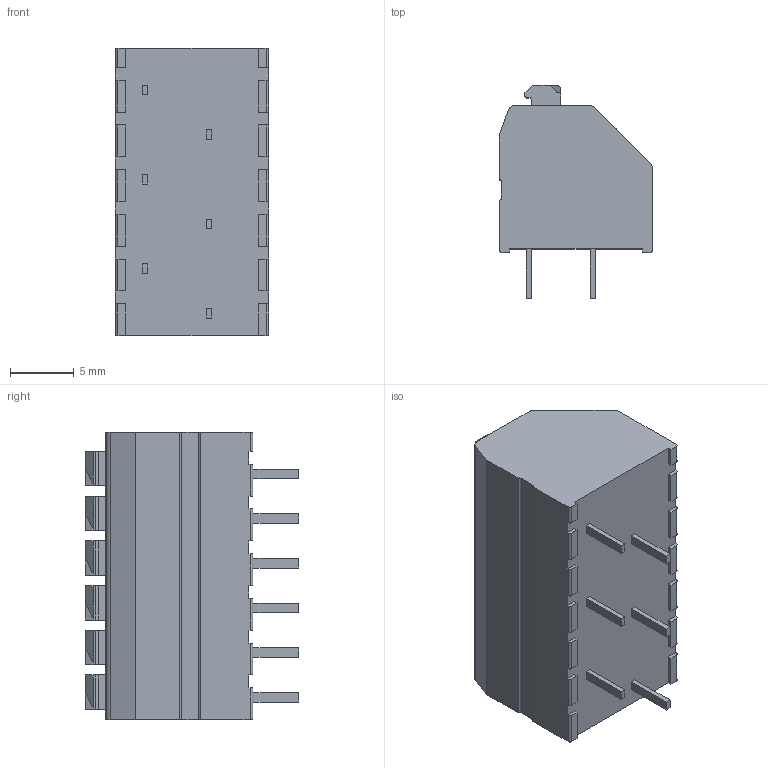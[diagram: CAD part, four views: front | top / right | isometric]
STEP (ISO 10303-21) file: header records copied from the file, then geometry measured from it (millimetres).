
FILE_DESCRIPTION(/* description */ ('STEP AP203'),/* implementation_level */ '2;1');
FILE_NAME(/* name */ '250-206',/* time_stamp */ '2023-11-17T14:37:07+01:00',/* author */ ('License CC BY-ND 4.0'),/* organization */ ('CADENAS'),/* preprocessor_version */ 'ST-DEVELOPER v19.3',/* originating_system */ 'PARTsolutions',/* authorisation */ ' ');
FILE_SCHEMA (('CONFIG_CONTROL_DESIGN'));
Length unit declared in the file: millimetre
Products named in the file (1): 250-206
Bounding box: 12 x 16.7 x 22.5 mm (x, y, z)
Volume: 2731.4 mm3; surface area: 1486.4 mm2
Topology: 1 solids, 1 shells, 261 faces, 723 edges, 476 vertices
Faces by surface type: plane 200, cylinder 49, cone 12
Entity records: 10118 total; most frequent: CARTESIAN_POINT 1533, ORIENTED_EDGE 1446, DIRECTION 1333, EDGE_CURVE 723, LINE 589, VECTOR 589, VERTEX_POINT 476, AXIS2_PLACEMENT_3D 372
